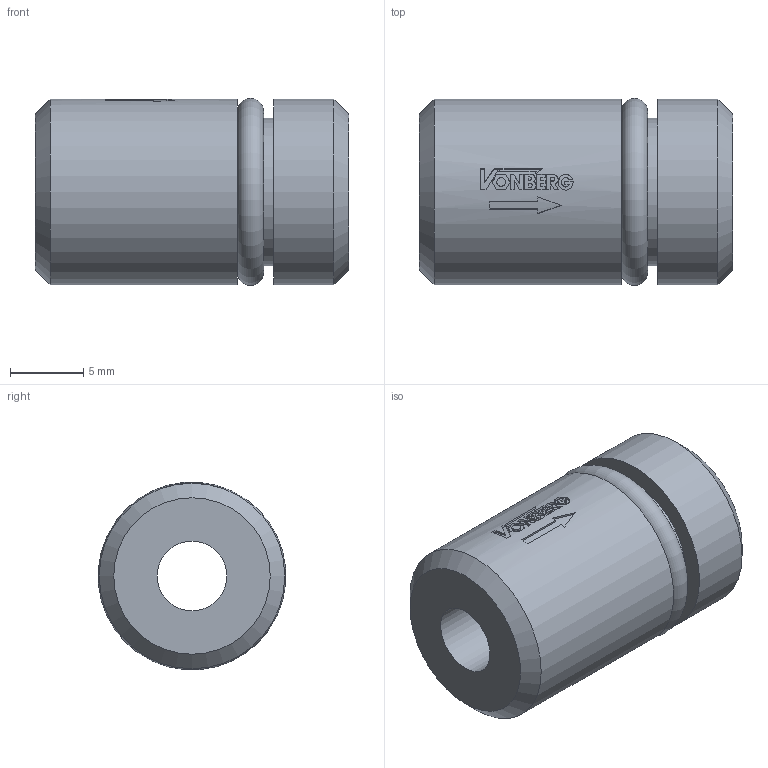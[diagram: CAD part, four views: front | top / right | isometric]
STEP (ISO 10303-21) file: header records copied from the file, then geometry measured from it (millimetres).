
FILE_DESCRIPTION((''),'2;1');
FILE_NAME('15103.stp','2015-01-02T16:03:52',('jml'),(''),'Autodesk Inventor 2010','Autodesk Inventor 2010','');
FILE_SCHEMA(('AUTOMOTIVE_DESIGN { 1 0 10303 214 1 1 1 1 }'));
Length unit declared in the file: inch
Products named in the file (3): 15103; 220574; 012 O-RING
Assembly tree (2 placements, depth 2):
  15103
    220574
    012 O-RING
Bounding box: 21.34 x 12.75 x 12.75 mm (x, y, z)
Volume: 2235.2 mm3; surface area: 1606.7 mm2
Topology: 2 solids, 2 shells, 109 faces, 274 edges, 182 vertices
Faces by surface type: plane 59, bspline 30, cylinder 17, cone 2, torus 1
Full cylindrical faces by diameter (mm): 4.75 x1, 10.033 x1, 12.649 x2
Entity records: 8586 total; most frequent: CARTESIAN_POINT 6142, ORIENTED_EDGE 534, DIRECTION 366, EDGE_CURVE 267, VERTEX_POINT 181, EDGE_LOOP 132, VECTOR 124, LINE 124
